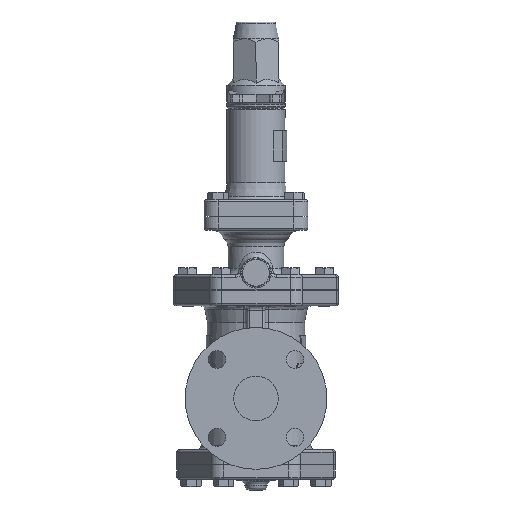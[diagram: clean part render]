
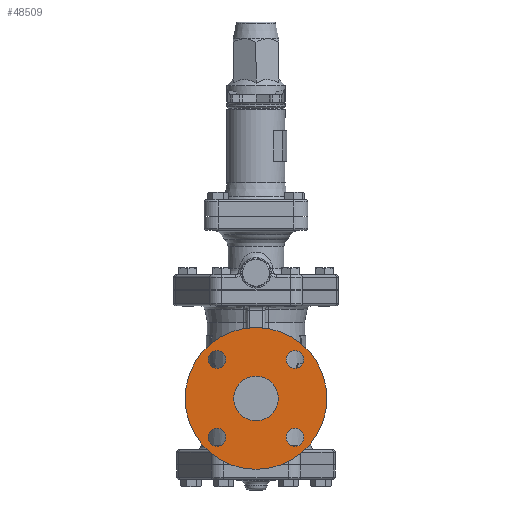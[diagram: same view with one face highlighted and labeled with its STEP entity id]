
A CAD part, left-side view. The second image highlights one B-rep face of the part: STEP entity #48509.
In plain terms, the highlighted planar face has unit normal (-1, 0, 0).
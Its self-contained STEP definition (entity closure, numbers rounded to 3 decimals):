
#43088=CARTESIAN_POINT('',(-104.5,0.,79.0));
#43089=VERTEX_POINT('',#43088);
#43090=CARTESIAN_POINT('',(-104.5,0.0,59.0));
#43091=DIRECTION('',(1.0,0.0,0.0));
#43092=DIRECTION('',(0.0,0.0,-1.0));
#43093=AXIS2_PLACEMENT_3D('',#43090,#43091,#43092);
#43094=CIRCLE('',#43093,20.0);
#43095=EDGE_CURVE('',#43089,#43089,#43094,.T.);
#47738=CARTESIAN_POINT('',(-104.5,0.,122.5));
#47739=VERTEX_POINT('',#47738);
#47740=CARTESIAN_POINT('',(-104.5,0.0,59.0));
#47741=DIRECTION('',(1.0,0.0,0.0));
#47742=DIRECTION('',(0.0,0.0,-1.0));
#47743=AXIS2_PLACEMENT_3D('',#47740,#47741,#47742);
#47744=CIRCLE('',#47743,63.5);
#47745=EDGE_CURVE('',#47739,#47739,#47744,.T.);
#47782=CARTESIAN_POINT('',(-104.5,42.86,93.86));
#47783=VERTEX_POINT('',#47782);
#47784=CARTESIAN_POINT('',(-104.5,34.86,93.86));
#47785=DIRECTION('',(1.0,0.0,0.0));
#47786=DIRECTION('',(0.0,1.0,0.0));
#47787=AXIS2_PLACEMENT_3D('',#47784,#47785,#47786);
#47788=CIRCLE('',#47787,8.0);
#47789=EDGE_CURVE('',#47783,#47783,#47788,.T.);
#47823=CARTESIAN_POINT('',(-104.5,34.86,16.14));
#47824=VERTEX_POINT('',#47823);
#47825=CARTESIAN_POINT('',(-104.5,34.86,24.14));
#47826=DIRECTION('',(1.0,0.0,0.0));
#47827=DIRECTION('',(0.0,0.0,-1.0));
#47828=AXIS2_PLACEMENT_3D('',#47825,#47826,#47827);
#47829=CIRCLE('',#47828,8.0);
#47830=EDGE_CURVE('',#47824,#47824,#47829,.T.);
#47864=CARTESIAN_POINT('',(-104.5,-42.86,24.14));
#47865=VERTEX_POINT('',#47864);
#47866=CARTESIAN_POINT('',(-104.5,-34.86,24.14));
#47867=DIRECTION('',(1.0,0.0,0.0));
#47868=DIRECTION('',(0.0,-1.0,0.0));
#47869=AXIS2_PLACEMENT_3D('',#47866,#47867,#47868);
#47870=CIRCLE('',#47869,8.0);
#47871=EDGE_CURVE('',#47865,#47865,#47870,.T.);
#47905=CARTESIAN_POINT('',(-104.5,-34.86,101.86));
#47906=VERTEX_POINT('',#47905);
#47907=CARTESIAN_POINT('',(-104.5,-34.86,93.86));
#47908=DIRECTION('',(1.0,0.0,0.0));
#47909=DIRECTION('',(0.0,0.0,1.0));
#47910=AXIS2_PLACEMENT_3D('',#47907,#47908,#47909);
#47911=CIRCLE('',#47910,8.0);
#47912=EDGE_CURVE('',#47906,#47906,#47911,.T.);
#48486=CARTESIAN_POINT('',(-104.5,0.0,59.0));
#48487=DIRECTION('',(1.0,0.0,0.0));
#48488=DIRECTION('',(0.0,0.0,-1.0));
#48489=AXIS2_PLACEMENT_3D('',#48486,#48487,#48488);
#48490=PLANE('',#48489);
#48491=ORIENTED_EDGE('',*,*,#47745,.F.);
#48492=EDGE_LOOP('',(#48491));
#48493=FACE_OUTER_BOUND('',#48492,.T.);
#48494=ORIENTED_EDGE('',*,*,#43095,.T.);
#48495=EDGE_LOOP('',(#48494));
#48496=FACE_BOUND('',#48495,.T.);
#48497=ORIENTED_EDGE('',*,*,#47789,.T.);
#48498=EDGE_LOOP('',(#48497));
#48499=FACE_BOUND('',#48498,.T.);
#48500=ORIENTED_EDGE('',*,*,#47830,.T.);
#48501=EDGE_LOOP('',(#48500));
#48502=FACE_BOUND('',#48501,.T.);
#48503=ORIENTED_EDGE('',*,*,#47871,.T.);
#48504=EDGE_LOOP('',(#48503));
#48505=FACE_BOUND('',#48504,.T.);
#48506=ORIENTED_EDGE('',*,*,#47912,.T.);
#48507=EDGE_LOOP('',(#48506));
#48508=FACE_BOUND('',#48507,.T.);
#48509=ADVANCED_FACE('',(#48493,#48496,#48499,#48502,#48505,#48508),#48490,.F.);
